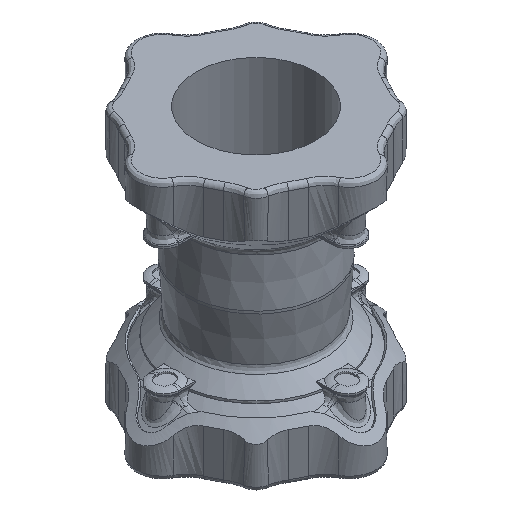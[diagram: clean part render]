
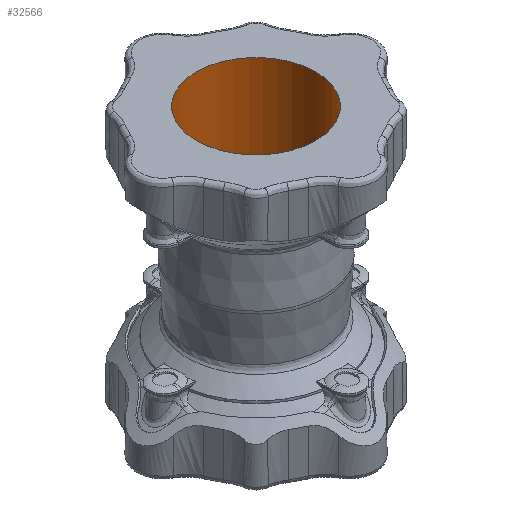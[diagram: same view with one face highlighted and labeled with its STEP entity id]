
A CAD part, isometric view. The second image highlights one B-rep face of the part: STEP entity #32566.
In plain terms, the highlighted cylindrical face has radius 66.5 mm (diameter 133 mm), a full revolution.
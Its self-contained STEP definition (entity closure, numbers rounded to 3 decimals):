
#3145 = CARTESIAN_POINT ( 'NONE',  ( 0., 0., 144.5 ) ) ;
#3146 = DIRECTION ( 'NONE',  ( 0., 0., -1. ) ) ;
#3147 = DIRECTION ( 'NONE',  ( -1., 0., 0. ) ) ;
#3535 = AXIS2_PLACEMENT_3D ( 'NONE', #3145, #3146, #3147 ) ;
#6996 = DIRECTION ( 'NONE',  ( -1., 0., 0. ) ) ;
#7001 = CARTESIAN_POINT ( 'NONE',  ( 0., 0., 144.5 ) ) ;
#7002 = DIRECTION ( 'NONE',  ( 0., 0., -1. ) ) ;
#14815 = CIRCLE ( 'NONE', #30593, 66.5 ) ;
#15212 = VERTEX_POINT ( 'NONE', #23873 ) ;
#15216 = VERTEX_POINT ( 'NONE', #23877 ) ;
#17339 = CARTESIAN_POINT ( 'NONE',  ( 0., 0., -144.5 ) ) ;
#17341 = DIRECTION ( 'NONE',  ( 0., 0., -1. ) ) ;
#17343 = DIRECTION ( 'NONE',  ( -1., 0., 0. ) ) ;
#20019 = FACE_OUTER_BOUND ( 'NONE', #38811, .T. ) ;
#20023 = FACE_OUTER_BOUND ( 'NONE', #38807, .T. ) ;
#20034 = CYLINDRICAL_SURFACE ( 'NONE', #30425, 66.5 ) ;
#23873 = CARTESIAN_POINT ( 'NONE',  ( -66.5, 0., 144.5 ) ) ;
#23877 = CARTESIAN_POINT ( 'NONE',  ( -66.5, 0., -144.5 ) ) ;
#28830 = EDGE_CURVE ( 'NONE', #15212, #15212, #39615, .T. ) ;
#30425 = AXIS2_PLACEMENT_3D ( 'NONE', #7001, #7002, #6996 ) ;
#30593 = AXIS2_PLACEMENT_3D ( 'NONE', #17339, #17341, #17343 ) ;
#32566 = ADVANCED_FACE ( 'NONE', ( #20023, #20019 ), #20034, .F. ) ;
#33634 = EDGE_CURVE ( 'NONE', #15216, #15216, #14815, .T. ) ;
#38807 = EDGE_LOOP ( 'NONE', ( #39069 ) ) ;
#38811 = EDGE_LOOP ( 'NONE', ( #39070 ) ) ;
#39069 = ORIENTED_EDGE ( 'NONE', *, *, #28830, .F. ) ;
#39070 = ORIENTED_EDGE ( 'NONE', *, *, #33634, .T. ) ;
#39615 = CIRCLE ( 'NONE', #3535, 66.5 ) ;
